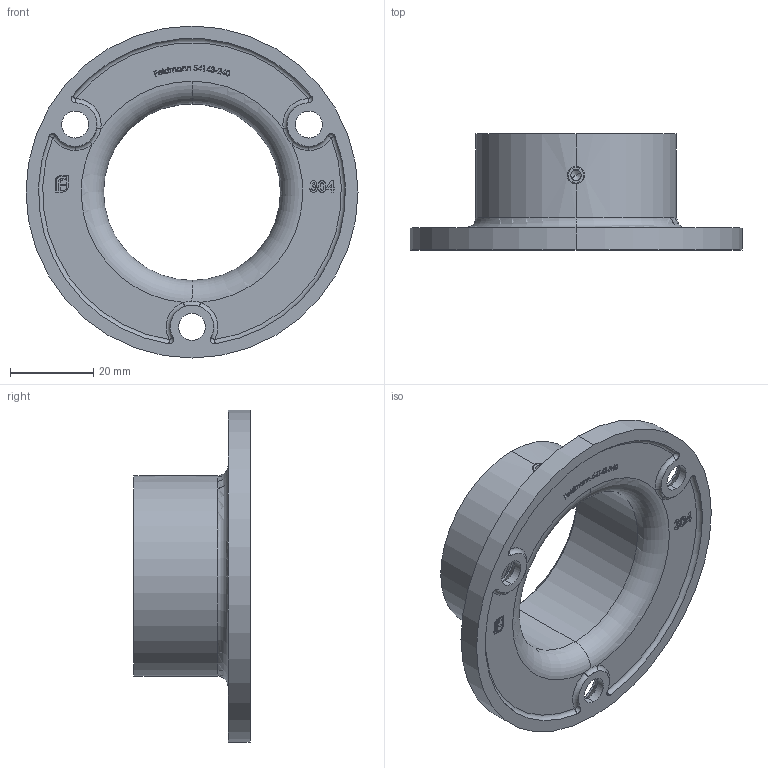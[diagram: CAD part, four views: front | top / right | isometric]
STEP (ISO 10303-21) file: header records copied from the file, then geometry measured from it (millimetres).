
FILE_DESCRIPTION (( 'STEP AP203' ), '1' );
FILE_NAME ('54143-240.step', '2021-04-30T09:56:18', ( '' ), ( '' ), 'SwSTEP 2.0', 'SolidWorks 2018', '' );
FILE_SCHEMA (( 'CONFIG_CONTROL_DESIGN' ));
Length unit declared in the file: millimetre
Products named in the file (6): 54143-240; DIN913_DIN 913 M5x3; 541XX-240 Teil1; 541XX-240 Teil1_54143-240 Teil1; DIN913
Assembly tree (3 placements, depth 2):
  54143-240
    541XX-240 Teil1_54143-240 Teil1
    DIN913_DIN 913 M5x3
  54143-240
    DIN913
  541XX-240 Teil1
Bounding box: 80 x 28 x 80 mm (x, y, z)
Volume: 24246.4 mm3; surface area: 15421.7 mm2
Topology: 2 solids, 2 shells, 400 faces, 1070 edges, 696 vertices
Faces by surface type: plane 207, bspline 131, cylinder 25, torus 15, cone 14, sphere 8
Entity records: 20460 total; most frequent: CARTESIAN_POINT 10783, ORIENTED_EDGE 2118, DIRECTION 1463, EDGE_CURVE 1059, VERTEX_POINT 690, VECTOR 661, LINE 661, EDGE_LOOP 437
